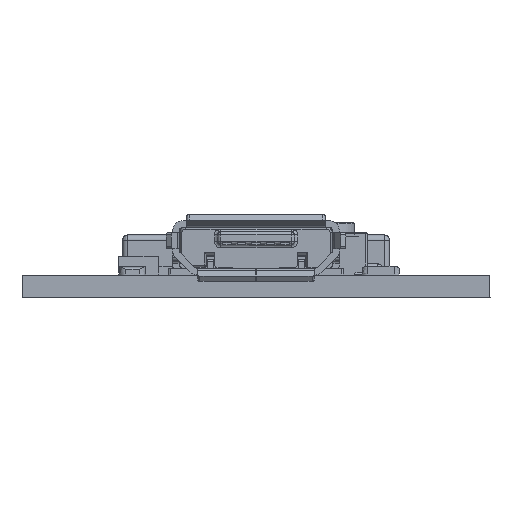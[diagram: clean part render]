
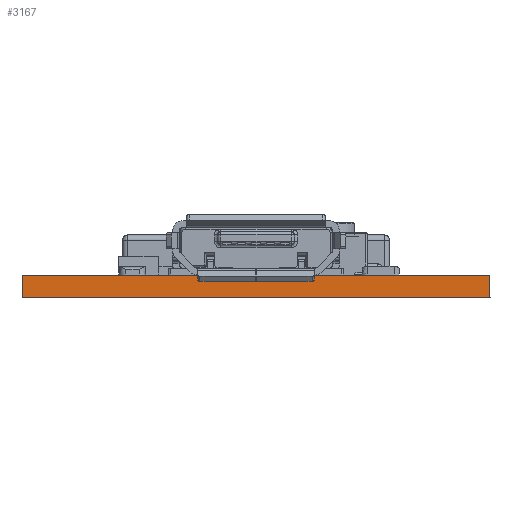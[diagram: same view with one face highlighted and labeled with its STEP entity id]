
A CAD part, front view. The second image highlights one B-rep face of the part: STEP entity #3167.
In plain terms, the highlighted planar face has unit normal (0, -1, 0).
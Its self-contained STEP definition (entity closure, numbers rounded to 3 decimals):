
#3167=ADVANCED_FACE('',(#4629),#26813,.T.);
#4629=FACE_OUTER_BOUND('',#6120,.T.);
#6120=EDGE_LOOP('',(#8060,#8061,#8062,#8063));
#8060=ORIENTED_EDGE('',*,*,#15880,.T.);
#8061=ORIENTED_EDGE('',*,*,#15881,.T.);
#8062=ORIENTED_EDGE('',*,*,#15882,.F.);
#8063=ORIENTED_EDGE('',*,*,#15878,.F.);
#15878=EDGE_CURVE('',#23895,#23896,#20851,.T.);
#15880=EDGE_CURVE('',#23895,#23897,#20853,.T.);
#15881=EDGE_CURVE('',#23897,#23898,#20854,.T.);
#15882=EDGE_CURVE('',#23896,#23898,#20855,.T.);
#20851=B_SPLINE_CURVE_WITH_KNOTS('',1,(#33121,#33122),.UNSPECIFIED.,.F.,
 .F.,(2,2),(0.,1.),.UNSPECIFIED.);
#20853=B_SPLINE_CURVE_WITH_KNOTS('',1,(#33125,#33126),.UNSPECIFIED.,.F.,
 .F.,(2,2),(72.4,93.4),.UNSPECIFIED.);
#20854=B_SPLINE_CURVE_WITH_KNOTS('',1,(#33127,#33128),.UNSPECIFIED.,.F.,
 .F.,(2,2),(0.,1.),.UNSPECIFIED.);
#20855=B_SPLINE_CURVE_WITH_KNOTS('',1,(#33129,#33130),.UNSPECIFIED.,.F.,
 .F.,(2,2),(72.4,93.4),.UNSPECIFIED.);
#23895=VERTEX_POINT('',#31195);
#23896=VERTEX_POINT('',#31196);
#23897=VERTEX_POINT('',#31197);
#23898=VERTEX_POINT('',#31198);
#26813=PLANE('',#27805);
#27805=AXIS2_PLACEMENT_3D('',#30605,#29193,$);
#29193=DIRECTION('',(0.,-1.,0.));
#30605=CARTESIAN_POINT('',(-10.5,-25.7,0.));
#31195=CARTESIAN_POINT('',(-10.5,-25.7,0.));
#31196=CARTESIAN_POINT('',(-10.5,-25.7,1.));
#31197=CARTESIAN_POINT('',(10.5,-25.7,0.));
#31198=CARTESIAN_POINT('',(10.5,-25.7,1.));
#33121=CARTESIAN_POINT('',(-10.5,-25.7,0.));
#33122=CARTESIAN_POINT('',(-10.5,-25.7,1.));
#33125=CARTESIAN_POINT('',(-10.5,-25.7,0.));
#33126=CARTESIAN_POINT('',(10.5,-25.7,0.));
#33127=CARTESIAN_POINT('',(10.5,-25.7,0.));
#33128=CARTESIAN_POINT('',(10.5,-25.7,1.));
#33129=CARTESIAN_POINT('',(-10.5,-25.7,1.));
#33130=CARTESIAN_POINT('',(10.5,-25.7,1.));
